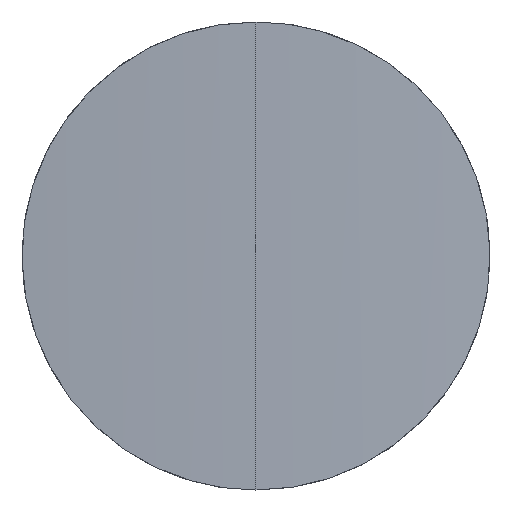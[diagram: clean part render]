
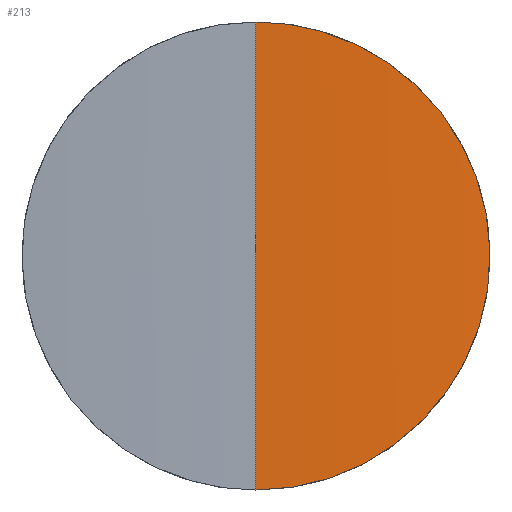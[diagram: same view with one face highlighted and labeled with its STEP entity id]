
A CAD part, left-side view. The second image highlights one B-rep face of the part: STEP entity #213.
In plain terms, the highlighted cylindrical face has radius 152.15 mm (diameter 304.3 mm), a partial arc.
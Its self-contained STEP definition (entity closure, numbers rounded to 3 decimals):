
#7 = CARTESIAN_POINT ( 'NONE',  ( 0.254, -8.81, 3.963 ) ) ;
#9 = CARTESIAN_POINT ( 'NONE',  ( 0.055, -4.124, 0.744 ) ) ;
#11 = CARTESIAN_POINT ( 'NONE',  ( 0., -0.773, 0. ) ) ;
#18 = CARTESIAN_POINT ( 'NONE',  ( 0.421, -11.309, 14.724 ) ) ;
#21 = CARTESIAN_POINT ( 'NONE',  ( 0.42, -11.303, 8.654 ) ) ;
#26 = CARTESIAN_POINT ( 'NONE',  ( 0.046, -3.778, 22.78 ) ) ;
#32 = CARTESIAN_POINT ( 'NONE',  ( 0., 0., 23.4 ) ) ;
#42 = CARTESIAN_POINT ( 'NONE',  ( 0., 0., 0. ) ) ;
#45 = VERTEX_POINT ( 'NONE', #219 ) ;
#47 = CARTESIAN_POINT ( 'NONE',  ( 0.427, -11.398, 9.029 ) ) ;
#48 = CARTESIAN_POINT ( 'NONE',  ( 0., -0.773, 23.4 ) ) ;
#53 = CARTESIAN_POINT ( 'NONE',  ( 0.196, -7.737, 20.51 ) ) ;
#55 = CARTESIAN_POINT ( 'NONE',  ( 0.24, -8.546, 19.701 ) ) ;
#62 = CYLINDRICAL_SURFACE ( 'NONE', #76, 152.15 ) ;
#71 = CARTESIAN_POINT ( 'NONE',  ( 0.451, -11.7, 12.473 ) ) ;
#72 = CARTESIAN_POINT ( 'NONE',  ( 0.445, -11.624, 13.233 ) ) ;
#76 = AXIS2_PLACEMENT_3D ( 'NONE', #148, #341, #176 ) ;
#79 = CARTESIAN_POINT ( 'NONE',  ( 0., 0., 23.4 ) ) ;
#90 = CARTESIAN_POINT ( 'NONE',  ( 0.325, -9.935, 5.509 ) ) ;
#94 = CARTESIAN_POINT ( 'NONE',  ( 0.152, -6.811, 2.179 ) ) ;
#97 = FACE_OUTER_BOUND ( 'NONE', #274, .T. ) ;
#100 = CARTESIAN_POINT ( 'NONE',  ( 0.284, -9.291, 18.821 ) ) ;
#106 = CARTESIAN_POINT ( 'NONE',  ( 0.03, -3.046, 23.003 ) ) ;
#121 = CARTESIAN_POINT ( 'NONE',  ( 0.006, -1.533, 0.076 ) ) ;
#127 = CARTESIAN_POINT ( 'NONE',  ( 0.445, -11.624, 10.163 ) ) ;
#130 = CARTESIAN_POINT ( 'NONE',  ( 0.126, -6.191, 21.635 ) ) ;
#146 = CARTESIAN_POINT ( 'NONE',  ( 0.166, -7.121, 2.409 ) ) ;
#148 = CARTESIAN_POINT ( 'NONE',  ( 152.15, 0., 23.4 ) ) ;
#153 = CARTESIAN_POINT ( 'NONE',  ( 0.196, -7.717, 2.897 ) ) ;
#156 = CARTESIAN_POINT ( 'NONE',  ( 0.451, -11.7, 10.927 ) ) ;
#157 = CARTESIAN_POINT ( 'NONE',  ( 0.385, -10.822, 7.205 ) ) ;
#161 = CARTESIAN_POINT ( 'NONE',  ( 0.112, -5.859, 21.835 ) ) ;
#164 = CARTESIAN_POINT ( 'NONE',  ( 0.088, -5.184, 22.196 ) ) ;
#176 = DIRECTION ( 'NONE',  ( -1., 0., 0. ) ) ;
#180 = CARTESIAN_POINT ( 'NONE',  ( 0.255, -8.803, 19.417 ) ) ;
#196 = CARTESIAN_POINT ( 'NONE',  ( 0.046, -3.759, 0.614 ) ) ;
#198 = CARTESIAN_POINT ( 'NONE',  ( 0.338, -10.135, 5.841 ) ) ;
#208 = DIRECTION ( 'NONE',  ( 0., 0., -1. ) ) ;
#213 = ADVANCED_FACE ( 'NONE', ( #97 ), #62, .T. ) ;
#219 = CARTESIAN_POINT ( 'NONE',  ( 0., 0., 0. ) ) ;
#225 = CARTESIAN_POINT ( 'NONE',  ( 0.284, -9.294, 4.551 ) ) ;
#229 = CARTESIAN_POINT ( 'NONE',  ( 0.023, -2.654, 0.299 ) ) ;
#236 = CARTESIAN_POINT ( 'NONE',  ( 0.404, -11.086, 15.459 ) ) ;
#238 = LINE ( 'NONE', #79, #353 ) ;
#244 = ORIENTED_EDGE ( 'NONE', *, *, #356, .T. ) ;
#245 = CARTESIAN_POINT ( 'NONE',  ( 0.023, -2.671, 23.098 ) ) ;
#266 = CARTESIAN_POINT ( 'NONE',  ( 0.21, -8.001, 3.154 ) ) ;
#270 = CARTESIAN_POINT ( 'NONE',  ( 0.428, -11.401, 14.354 ) ) ;
#271 = CARTESIAN_POINT ( 'NONE',  ( 0.404, -11.08, 7.922 ) ) ;
#274 = EDGE_LOOP ( 'NONE', ( #275, #244 ) ) ;
#275 = ORIENTED_EDGE ( 'NONE', *, *, #287, .T. ) ;
#276 = CARTESIAN_POINT ( 'NONE',  ( 0.298, -9.521, 18.511 ) ) ;
#281 = CARTESIAN_POINT ( 'NONE',  ( 0., 0., 23.4 ) ) ;
#287 = EDGE_CURVE ( 'NONE', #45, #328, #342, .T. ) ;
#291 = CARTESIAN_POINT ( 'NONE',  ( 0.087, -5.186, 1.184 ) ) ;
#296 = CARTESIAN_POINT ( 'NONE',  ( 0.006, -1.537, 23.324 ) ) ;
#306 = CARTESIAN_POINT ( 'NONE',  ( 0.167, -7.149, 20.994 ) ) ;
#313 = CARTESIAN_POINT ( 'NONE',  ( 0.111, -5.858, 1.543 ) ) ;
#315 = CARTESIAN_POINT ( 'NONE',  ( 0.362, -10.496, 6.516 ) ) ;
#320 = CARTESIAN_POINT ( 'NONE',  ( 0.03, -3.024, 0.391 ) ) ;
#322 = CARTESIAN_POINT ( 'NONE',  ( 0.065, -4.495, 22.522 ) ) ;
#328 = VERTEX_POINT ( 'NONE', #32 ) ;
#332 = CARTESIAN_POINT ( 'NONE',  ( 0.395, -10.956, 15.824 ) ) ;
#336 = CARTESIAN_POINT ( 'NONE',  ( 0.339, -10.157, 17.558 ) ) ;
#341 = DIRECTION ( 'NONE',  ( 0., 0., -1. ) ) ;
#342 = B_SPLINE_CURVE_WITH_KNOTS ( 'NONE', 3,
 ( #42, #11, #121, #229, #320, #196, #9, #291, #313, #94, #146, #153, #266, #7, #225, #90, #198, #315, #157, #271, #21, #47, #127, #156, #71, #72, #270, #18, #236, #332, #355, #336, #276, #100, #180, #55, #53, #306, #130, #161, #164, #322, #26, #106, #245, #296, #48, #281 ),
 .UNSPECIFIED., .F., .F.,
 ( 4, 2, 2, 2, 2, 2, 2, 2, 2, 1, 2, 2, 2, 2, 2, 2, 2, 2, 2, 2, 2, 1, 2, 2, 4 ),
 ( 0., 0.002, 0.003, 0.005, 0.007, 0.008, 0.009, 0.011, 0.013, 0.014, 0.015, 0.016, 0.018, 0.021, 0.022, 0.023, 0.025, 0.026, 0.027, 0.03, 0.031, 0.032, 0.033, 0.034, 0.037 ),
 .UNSPECIFIED. ) ;
#353 = VECTOR ( 'NONE', #208, 1000. ) ;
#355 = CARTESIAN_POINT ( 'NONE',  ( 0.364, -10.516, 16.886 ) ) ;
#356 = EDGE_CURVE ( 'NONE', #328, #45, #238, .T. ) ;
